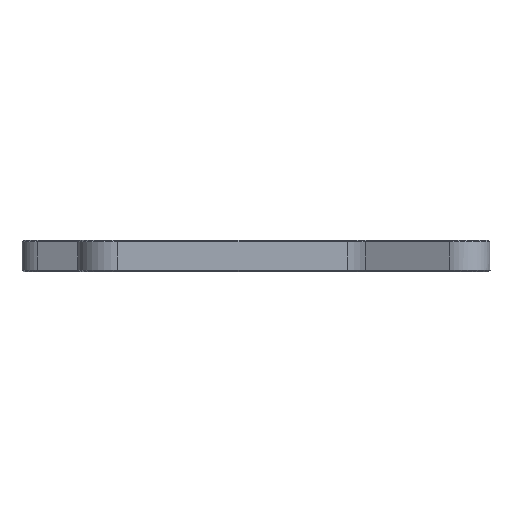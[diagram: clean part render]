
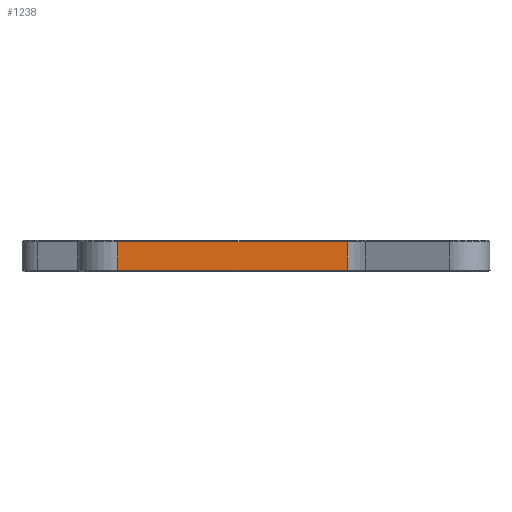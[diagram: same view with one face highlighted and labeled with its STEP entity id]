
A CAD part, front view. The second image highlights one B-rep face of the part: STEP entity #1238.
In plain terms, the highlighted planar face has unit normal (0, -1, 0).
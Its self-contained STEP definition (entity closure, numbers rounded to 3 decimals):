
#137 = CARTESIAN_POINT ( 'NONE',  ( -17.5, -5., 4. ) ) ;
#251 = VECTOR ( 'NONE', #1254, 1000. ) ;
#267 = CARTESIAN_POINT ( 'NONE',  ( 11.389, -5., 4. ) ) ;
#394 = ORIENTED_EDGE ( 'NONE', *, *, #1512, .T. ) ;
#509 = EDGE_LOOP ( 'NONE', ( #2861, #1902, #2115, #394 ) ) ;
#770 = LINE ( 'NONE', #267, #251 ) ;
#867 = VECTOR ( 'NONE', #1428, 1000. ) ;
#928 = VERTEX_POINT ( 'NONE', #1704 ) ;
#1033 = DIRECTION ( 'NONE',  ( 0., 0., -1. ) ) ;
#1072 = VECTOR ( 'NONE', #1697, 1000. ) ;
#1165 = VERTEX_POINT ( 'NONE', #2112 ) ;
#1238 = ADVANCED_FACE ( 'NONE', ( #2502 ), #2680, .F. ) ;
#1254 = DIRECTION ( 'NONE',  ( 0., 0., 1. ) ) ;
#1288 = AXIS2_PLACEMENT_3D ( 'NONE', #137, #2903, #1418 ) ;
#1418 = DIRECTION ( 'NONE',  ( 0., 0., 1. ) ) ;
#1428 = DIRECTION ( 'NONE',  ( -1., 0., 0. ) ) ;
#1512 = EDGE_CURVE ( 'NONE', #1165, #2592, #1596, .T. ) ;
#1596 = LINE ( 'NONE', #3219, #867 ) ;
#1697 = DIRECTION ( 'NONE',  ( 1., 0., 0. ) ) ;
#1704 = CARTESIAN_POINT ( 'NONE',  ( 11.389, -5., 0.2 ) ) ;
#1902 = ORIENTED_EDGE ( 'NONE', *, *, #2131, .T. ) ;
#1952 = CARTESIAN_POINT ( 'NONE',  ( -17.5, -5., 0.2 ) ) ;
#2112 = CARTESIAN_POINT ( 'NONE',  ( 11.389, -5., 3.8 ) ) ;
#2115 = ORIENTED_EDGE ( 'NONE', *, *, #2468, .T. ) ;
#2131 = EDGE_CURVE ( 'NONE', #2939, #928, #3036, .T. ) ;
#2183 = LINE ( 'NONE', #3007, #2970 ) ;
#2468 = EDGE_CURVE ( 'NONE', #928, #1165, #770, .T. ) ;
#2502 = FACE_OUTER_BOUND ( 'NONE', #509, .T. ) ;
#2592 = VERTEX_POINT ( 'NONE', #2834 ) ;
#2680 = PLANE ( 'NONE',  #1288 ) ;
#2834 = CARTESIAN_POINT ( 'NONE',  ( -17.5, -5., 3.8 ) ) ;
#2861 = ORIENTED_EDGE ( 'NONE', *, *, #3022, .T. ) ;
#2903 = DIRECTION ( 'NONE',  ( 0., 1., 0. ) ) ;
#2939 = VERTEX_POINT ( 'NONE', #1952 ) ;
#2949 = CARTESIAN_POINT ( 'NONE',  ( -17.5, -5., 0.2 ) ) ;
#2970 = VECTOR ( 'NONE', #1033, 1000. ) ;
#3007 = CARTESIAN_POINT ( 'NONE',  ( -17.5, -5., 4. ) ) ;
#3022 = EDGE_CURVE ( 'NONE', #2592, #2939, #2183, .T. ) ;
#3036 = LINE ( 'NONE', #2949, #1072 ) ;
#3219 = CARTESIAN_POINT ( 'NONE',  ( -17.5, -5., 3.8 ) ) ;
